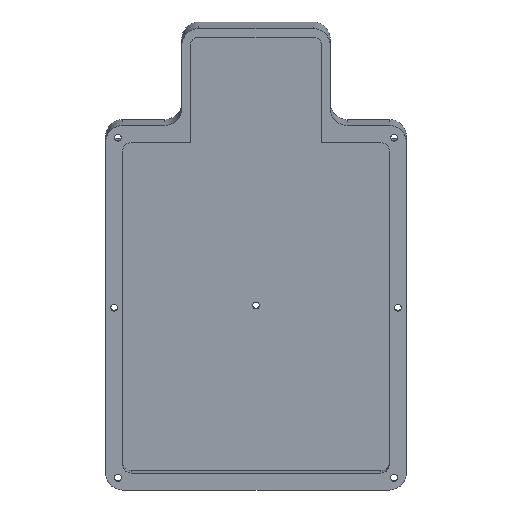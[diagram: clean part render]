
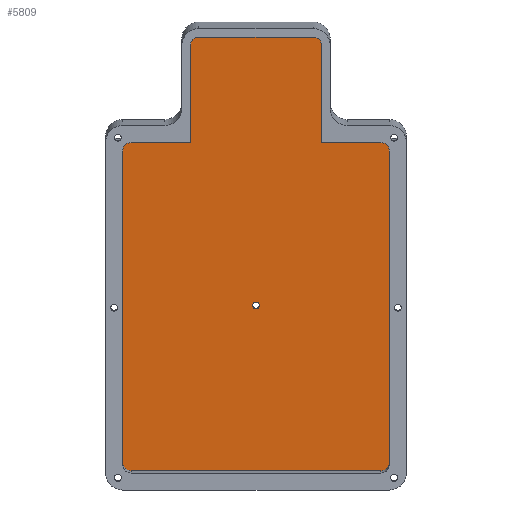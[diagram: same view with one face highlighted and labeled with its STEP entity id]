
A CAD part, top view. The second image highlights one B-rep face of the part: STEP entity #5809.
In plain terms, the highlighted planar face has unit normal (0, -0.087, 0.996).
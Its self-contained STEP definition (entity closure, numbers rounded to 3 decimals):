
#5262=CARTESIAN_POINT('',(74.795,97.011,-104.976));
#5263=VERTEX_POINT('',#5262);
#5264=CARTESIAN_POINT('',(57.445,97.011,-104.976));
#5265=VERTEX_POINT('',#5264);
#5266=CARTESIAN_POINT('',(74.795,97.011,-104.976));
#5267=DIRECTION('',(-1.,0.,0.));
#5268=VECTOR('',#5267,17.35);
#5269=LINE('',#5266,#5268);
#5270=EDGE_CURVE('',#5263,#5265,#5269,.T.);
#5552=CARTESIAN_POINT('',(1.595,97.011,-104.976));
#5553=VERTEX_POINT('',#5552);
#5560=CARTESIAN_POINT('',(18.945,97.011,-104.976));
#5561=VERTEX_POINT('',#5560);
#5562=CARTESIAN_POINT('',(18.945,97.011,-104.976));
#5563=DIRECTION('',(-1.,0.,0.));
#5564=VECTOR('',#5563,17.35);
#5565=LINE('',#5562,#5564);
#5566=EDGE_CURVE('',#5561,#5553,#5565,.T.);
#5582=CARTESIAN_POINT('',(77.295,94.52,-105.194));
#5583=VERTEX_POINT('',#5582);
#5584=CARTESIAN_POINT('',(77.295,2.621,-113.234));
#5585=VERTEX_POINT('',#5584);
#5586=CARTESIAN_POINT('',(77.295,94.52,-105.194));
#5587=DIRECTION('',(0.,-0.996,-0.087));
#5588=VECTOR('',#5587,92.25);
#5589=LINE('',#5586,#5588);
#5590=EDGE_CURVE('',#5583,#5585,#5589,.T.);
#5613=CARTESIAN_POINT('',(1.595,0.131,-113.452));
#5614=VERTEX_POINT('',#5613);
#5615=CARTESIAN_POINT('',(74.795,0.131,-113.452));
#5616=VERTEX_POINT('',#5615);
#5617=CARTESIAN_POINT('',(1.595,0.131,-113.452));
#5618=DIRECTION('',(1.,0.,-0.));
#5619=VECTOR('',#5618,73.2);
#5620=LINE('',#5617,#5619);
#5621=EDGE_CURVE('',#5614,#5616,#5620,.T.);
#5644=CARTESIAN_POINT('',(-0.905,94.52,-105.194));
#5645=VERTEX_POINT('',#5644);
#5646=CARTESIAN_POINT('',(-0.905,2.621,-113.234));
#5647=VERTEX_POINT('',#5646);
#5648=CARTESIAN_POINT('',(-0.905,94.52,-105.194));
#5649=DIRECTION('',(0.,-0.996,-0.087));
#5650=VECTOR('',#5649,92.25);
#5651=LINE('',#5648,#5650);
#5652=EDGE_CURVE('',#5645,#5647,#5651,.T.);
#5670=CARTESIAN_POINT('',(0.,0.87,-113.388));
#5671=DIRECTION('',(0.,-0.087,0.996));
#5672=DIRECTION('',(1.,0.,0.));
#5673=AXIS2_PLACEMENT_3D('',#5670,#5671,#5672);
#5674=PLANE('',#5673);
#5675=ORIENTED_EDGE('',*,*,#5566,.T.);
#5676=CARTESIAN_POINT('',(1.595,94.52,-105.194));
#5677=DIRECTION('',(0.,-0.087,0.996));
#5678=DIRECTION('',(0.,-0.996,-0.087));
#5679=AXIS2_PLACEMENT_3D('',#5676,#5677,#5678);
#5680=CIRCLE('',#5679,2.5);
#5681=EDGE_CURVE('',#5553,#5645,#5680,.T.);
#5682=ORIENTED_EDGE('',*,*,#5681,.T.);
#5683=ORIENTED_EDGE('',*,*,#5652,.T.);
#5684=CARTESIAN_POINT('',(1.595,2.621,-113.234));
#5685=DIRECTION('',(0.,-0.087,0.996));
#5686=DIRECTION('',(0.,-0.996,-0.087));
#5687=AXIS2_PLACEMENT_3D('',#5684,#5685,#5686);
#5688=CIRCLE('',#5687,2.5);
#5689=EDGE_CURVE('',#5647,#5614,#5688,.T.);
#5690=ORIENTED_EDGE('',*,*,#5689,.T.);
#5691=ORIENTED_EDGE('',*,*,#5621,.T.);
#5692=CARTESIAN_POINT('',(74.795,2.621,-113.234));
#5693=DIRECTION('',(0.,-0.087,0.996));
#5694=DIRECTION('',(0.,-0.996,-0.087));
#5695=AXIS2_PLACEMENT_3D('',#5692,#5693,#5694);
#5696=CIRCLE('',#5695,2.5);
#5697=EDGE_CURVE('',#5616,#5585,#5696,.T.);
#5698=ORIENTED_EDGE('',*,*,#5697,.T.);
#5699=ORIENTED_EDGE('',*,*,#5590,.F.);
#5700=CARTESIAN_POINT('',(74.795,94.52,-105.194));
#5701=DIRECTION('',(0.,-0.087,0.996));
#5702=DIRECTION('',(0.,-0.996,-0.087));
#5703=AXIS2_PLACEMENT_3D('',#5700,#5701,#5702);
#5704=CIRCLE('',#5703,2.5);
#5705=EDGE_CURVE('',#5583,#5263,#5704,.T.);
#5706=ORIENTED_EDGE('',*,*,#5705,.T.);
#5707=ORIENTED_EDGE('',*,*,#5270,.T.);
#5708=CARTESIAN_POINT('',(57.445,125.402,-102.492));
#5709=VERTEX_POINT('',#5708);
#5710=CARTESIAN_POINT('',(57.445,125.402,-102.492));
#5711=DIRECTION('',(0.,-0.996,-0.087));
#5712=VECTOR('',#5711,28.5);
#5713=LINE('',#5710,#5712);
#5714=EDGE_CURVE('',#5709,#5265,#5713,.T.);
#5715=ORIENTED_EDGE('',*,*,#5714,.F.);
#5716=CARTESIAN_POINT('',(56.758,127.118,-102.342));
#5717=VERTEX_POINT('',#5716);
#5718=CARTESIAN_POINT('',(56.758,127.118,-102.342));
#5719=CARTESIAN_POINT('',(56.85,127.021,-102.351));
#5720=CARTESIAN_POINT('',(57.042,126.783,-102.372));
#5721=CARTESIAN_POINT('',(57.261,126.376,-102.407));
#5722=CARTESIAN_POINT('',(57.41,125.899,-102.449));
#5723=CARTESIAN_POINT('',(57.445,125.573,-102.477));
#5724=CARTESIAN_POINT('',(57.445,125.402,-102.492));
#5725=B_SPLINE_CURVE_WITH_KNOTS('',3,(#5718,#5719,#5720,#5721,#5722,#5723,#5724),.UNSPECIFIED.,.F.,.F.,(4,1,1,1,4),(0.002,0.002,0.003,0.003,0.004),.UNSPECIFIED.);
#5726=EDGE_CURVE('',#5717,#5709,#5725,.T.);
#5727=ORIENTED_EDGE('',*,*,#5726,.F.);
#5728=CARTESIAN_POINT('',(56.685,127.191,-102.336));
#5729=VERTEX_POINT('',#5728);
#5730=CARTESIAN_POINT('',(54.945,125.402,-102.492));
#5731=DIRECTION('',(0.,-0.087,0.996));
#5732=DIRECTION('',(1.,0.,0.));
#5733=AXIS2_PLACEMENT_3D('',#5730,#5731,#5732);
#5734=CIRCLE('',#5733,2.5);
#5735=EDGE_CURVE('',#5717,#5729,#5734,.T.);
#5736=ORIENTED_EDGE('',*,*,#5735,.T.);
#5737=CARTESIAN_POINT('',(54.945,127.893,-102.275));
#5738=VERTEX_POINT('',#5737);
#5739=CARTESIAN_POINT('',(54.945,127.893,-102.275));
#5740=CARTESIAN_POINT('',(55.102,127.893,-102.275));
#5741=CARTESIAN_POINT('',(55.428,127.861,-102.277));
#5742=CARTESIAN_POINT('',(55.894,127.721,-102.29));
#5743=CARTESIAN_POINT('',(56.324,127.495,-102.309));
#5744=CARTESIAN_POINT('',(56.572,127.3,-102.326));
#5745=CARTESIAN_POINT('',(56.685,127.191,-102.336));
#5746=B_SPLINE_CURVE_WITH_KNOTS('',3,(#5739,#5740,#5741,#5742,#5743,#5744,#5745),.UNSPECIFIED.,.F.,.F.,(4,1,1,1,4),(0.,0.,0.001,0.001,0.002),.UNSPECIFIED.);
#5747=EDGE_CURVE('',#5738,#5729,#5746,.T.);
#5748=ORIENTED_EDGE('',*,*,#5747,.F.);
#5749=CARTESIAN_POINT('',(21.445,127.893,-102.275));
#5750=VERTEX_POINT('',#5749);
#5751=CARTESIAN_POINT('',(21.445,127.893,-102.275));
#5752=DIRECTION('',(1.,0.,-0.));
#5753=VECTOR('',#5752,33.5);
#5754=LINE('',#5751,#5753);
#5755=EDGE_CURVE('',#5750,#5738,#5754,.T.);
#5756=ORIENTED_EDGE('',*,*,#5755,.F.);
#5757=CARTESIAN_POINT('',(19.723,127.208,-102.334));
#5758=VERTEX_POINT('',#5757);
#5759=CARTESIAN_POINT('',(19.723,127.208,-102.334));
#5760=CARTESIAN_POINT('',(19.821,127.3,-102.326));
#5761=CARTESIAN_POINT('',(20.06,127.491,-102.31));
#5762=CARTESIAN_POINT('',(20.468,127.71,-102.291));
#5763=CARTESIAN_POINT('',(20.947,127.858,-102.278));
#5764=CARTESIAN_POINT('',(21.274,127.893,-102.275));
#5765=CARTESIAN_POINT('',(21.445,127.893,-102.275));
#5766=B_SPLINE_CURVE_WITH_KNOTS('',3,(#5759,#5760,#5761,#5762,#5763,#5764,#5765),.UNSPECIFIED.,.F.,.F.,(4,1,1,1,4),(0.002,0.002,0.003,0.003,0.004),.UNSPECIFIED.);
#5767=EDGE_CURVE('',#5758,#5750,#5766,.T.);
#5768=ORIENTED_EDGE('',*,*,#5767,.F.);
#5769=CARTESIAN_POINT('',(19.65,127.135,-102.341));
#5770=VERTEX_POINT('',#5769);
#5771=CARTESIAN_POINT('',(21.445,125.402,-102.492));
#5772=DIRECTION('',(0.,-0.087,0.996));
#5773=DIRECTION('',(1.,0.,0.));
#5774=AXIS2_PLACEMENT_3D('',#5771,#5772,#5773);
#5775=CIRCLE('',#5774,2.5);
#5776=EDGE_CURVE('',#5758,#5770,#5775,.T.);
#5777=ORIENTED_EDGE('',*,*,#5776,.T.);
#5778=CARTESIAN_POINT('',(18.945,125.402,-102.492));
#5779=VERTEX_POINT('',#5778);
#5780=CARTESIAN_POINT('',(18.945,125.402,-102.492));
#5781=CARTESIAN_POINT('',(18.945,125.559,-102.479));
#5782=CARTESIAN_POINT('',(18.977,125.884,-102.45));
#5783=CARTESIAN_POINT('',(19.118,126.348,-102.41));
#5784=CARTESIAN_POINT('',(19.344,126.776,-102.372));
#5785=CARTESIAN_POINT('',(19.54,127.022,-102.351));
#5786=CARTESIAN_POINT('',(19.65,127.135,-102.341));
#5787=B_SPLINE_CURVE_WITH_KNOTS('',3,(#5780,#5781,#5782,#5783,#5784,#5785,#5786),.UNSPECIFIED.,.F.,.F.,(4,1,1,1,4),(0.,0.,0.001,0.001,0.002),.UNSPECIFIED.);
#5788=EDGE_CURVE('',#5779,#5770,#5787,.T.);
#5789=ORIENTED_EDGE('',*,*,#5788,.F.);
#5790=CARTESIAN_POINT('',(18.945,97.011,-104.976));
#5791=DIRECTION('',(0.,0.996,0.087));
#5792=VECTOR('',#5791,28.5);
#5793=LINE('',#5790,#5792);
#5794=EDGE_CURVE('',#5561,#5779,#5793,.T.);
#5795=ORIENTED_EDGE('',*,*,#5794,.F.);
#5796=EDGE_LOOP('',(#5675,#5682,#5683,#5690,#5691,#5698,#5699,#5706,#5707,#5715,#5727,#5736,#5748,#5756,#5768,#5777,#5789,#5795));
#5797=FACE_BOUND('',#5796,.T.);
#5798=CARTESIAN_POINT('',(39.195,48.571,-109.214));
#5799=VERTEX_POINT('',#5798);
#5800=CARTESIAN_POINT('',(38.195,48.571,-109.214));
#5801=DIRECTION('',(-0.,0.087,-0.996));
#5802=DIRECTION('',(1.,0.,0.));
#5803=AXIS2_PLACEMENT_3D('',#5800,#5801,#5802);
#5804=CIRCLE('',#5803,1.);
#5805=EDGE_CURVE('',#5799,#5799,#5804,.T.);
#5806=ORIENTED_EDGE('',*,*,#5805,.T.);
#5807=EDGE_LOOP('',(#5806));
#5808=FACE_BOUND('',#5807,.T.);
#5809=ADVANCED_FACE('',(#5797,#5808),#5674,.T.);
